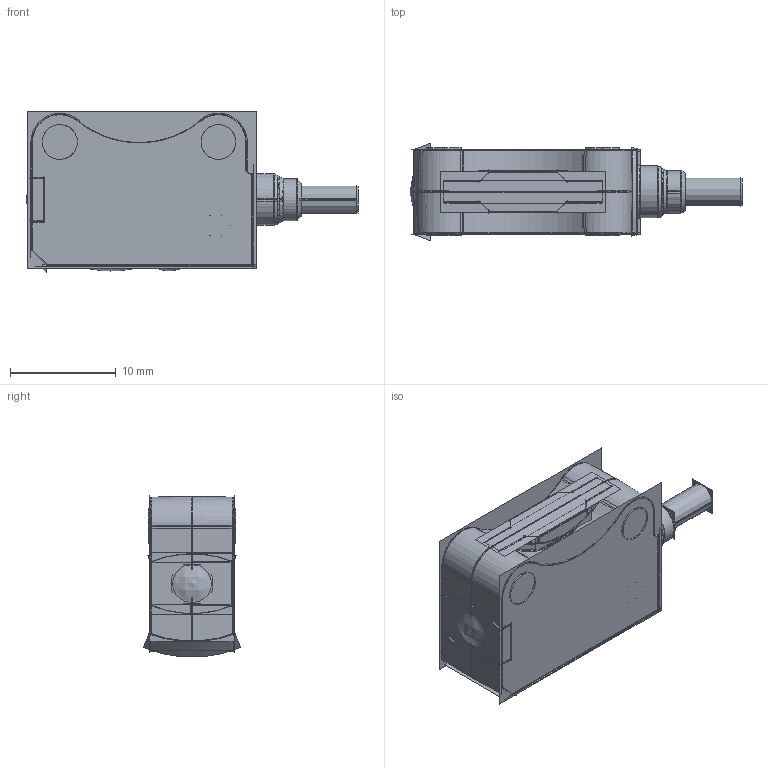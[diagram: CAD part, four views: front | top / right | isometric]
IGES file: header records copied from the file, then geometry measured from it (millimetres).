
Start section:  PTC IGES file: 204137.igs
Global section: file name: 204137.igs; native system: Creo Parametric by PTC Inc.; preprocessor: 2016260; author: pdmadmin; organization: Unknown; date: 20180103.075359; units: millimetre
Bounding box: 31.4 x 9.23 x 15.29 mm (x, y, z)
Volume: 2240.9 mm3; surface area: 6310.7 mm2
Topology: 1 solids, 6 shells, 382 faces, 2038 edges, 2564 vertices
Faces by surface type: revolution 214, bspline 168
